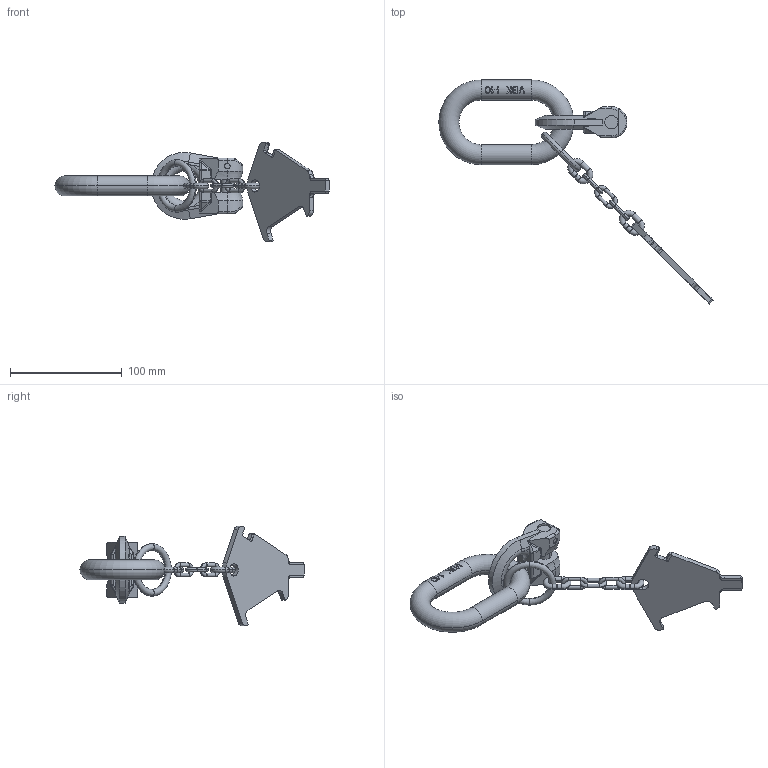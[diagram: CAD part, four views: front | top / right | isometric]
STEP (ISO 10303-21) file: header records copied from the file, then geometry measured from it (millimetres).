
FILE_DESCRIPTION((''),'2;1');
FILE_NAME('001-M31179-P-3_ASM','2004-10-20T',('Haas'),(''),'PRO/ENGINEER BY PARAMETRIC TECHNOLOGY CORPORATION, 2003450','PRO/ENGINEER BY PARAMETRIC TECHNOLOGY CORPORATION, 2003450','');
FILE_SCHEMA(('CONFIG_CONTROL_DESIGN'));
Length unit declared in the file: millimetre
Products named in the file (9): 001-M31132-P-3_AF0; 001-M31127-DXF; 001-M31128-V01; 001-M31164-P-1; 001-M31129-P-1; 001-M31130-001; 001-M31130-003_ASM; 001-M31164-P-1_ASM; 001-M31179-P-3_ASM
Assembly tree (11 placements, depth 4):
  001-M31179-P-3_ASM
    001-M31132-P-3_AF0
    001-M31127-DXF
    001-M31128-V01
    001-M31164-P-1_ASM
      001-M31164-P-1
      001-M31129-P-1  x2
      001-M31130-003_ASM
        001-M31130-001  x3
Bounding box: 245.94 x 200.99 x 89.55 mm (x, y, z)
Volume: 148098.6 mm3; surface area: 43986.7 mm2
Topology: 9 solids, 9 shells, 397 faces, 1021 edges, 645 vertices
Faces by surface type: plane 235, cylinder 106, torus 36, bspline 14, sphere 4, cone 2
Entity records: 12441 total; most frequent: CARTESIAN_POINT 3330, ORIENTED_EDGE 1934, DIRECTION 1745, EDGE_CURVE 967, VERTEX_POINT 617, VECTOR 603, LINE 603, AXIS2_PLACEMENT_3D 571
